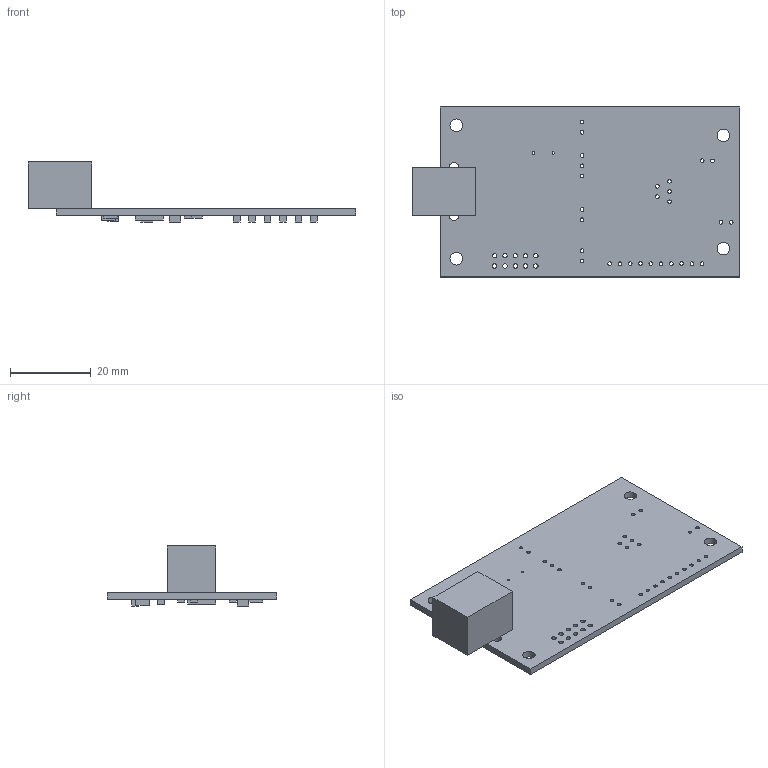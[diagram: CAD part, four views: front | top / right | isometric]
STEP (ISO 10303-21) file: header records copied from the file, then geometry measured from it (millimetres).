
FILE_DESCRIPTION(('Open CASCADE Model'),'2;1');
FILE_NAME('Open CASCADE Shape Model','2012-05-14T16:33:58',('Author'),( 'Open CASCADE'),'Open CASCADE STEP processor 6.2','Open CASCADE 6.2' ,'Unknown');
FILE_SCHEMA(('AUTOMOTIVE_DESIGN { 1 0 10303 214 1 1 1 1 }'));
Length unit declared in the file: millimetre
Products named in the file (34): PCB; Board; C11; 365255920; Extruded; C10; C9; C8; C7; C6; U1; 365258352; R2; 365257840; R1; 365257968; L1; 365258096; J2; 365258224; C5; 365258608; C4; C1; 365258480; R3; R4
Assembly tree (41 placements, depth 4):
  PCB
    Board
    C11
      365255920
        Extruded
    C10
      365255920
        Extruded
    C9
      365255920
        Extruded
    C8
      365255920
        Extruded
    C7
      365255920
        Extruded
    C6
      365255920
        Extruded
    U1
      365258352
        Extruded
    R2
      365257840
        Extruded
    R1
      365257968
        Extruded
    L1
      365258096
        Extruded
    J2
      365258224
        Extruded
    C5
      365258608
        Extruded
    C4
      365258608
        Extruded
    C1
      365258480
        Extruded
    R3
      365257840
        Extruded
    R4
      365257840
        Extruded
Bounding box: 80.84 x 42 x 14.83 mm (x, y, z)
Volume: 7414.9 mm3; surface area: 8254.7 mm2
Topology: 17 solids, 17 shells, 152 faces, 354 edges, 236 vertices
Faces by surface type: plane 102, cylinder 50
Full cylindrical faces by diameter (mm): 0.6 x2, 0.9 x32, 1.1 x10, 2.3 x2, 3.1 x4
Entity records: 7420 total; most frequent: DIRECTION 1166, CARTESIAN_POINT 1092, LINE 574, VECTOR 574, ORIENTED_EDGE 516, PCURVE 516, DEFINITIONAL_REPRESENTATION 516, EDGE_CURVE 258
